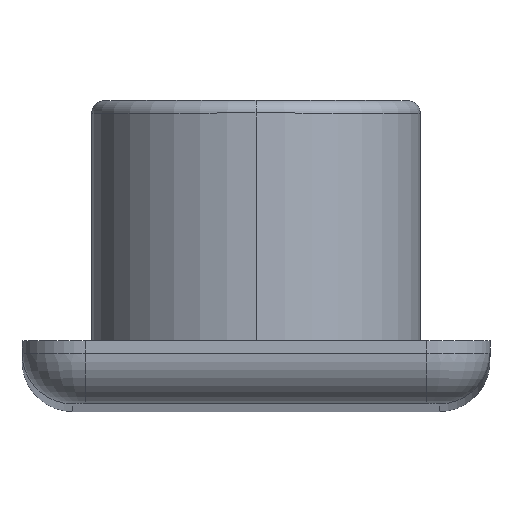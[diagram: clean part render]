
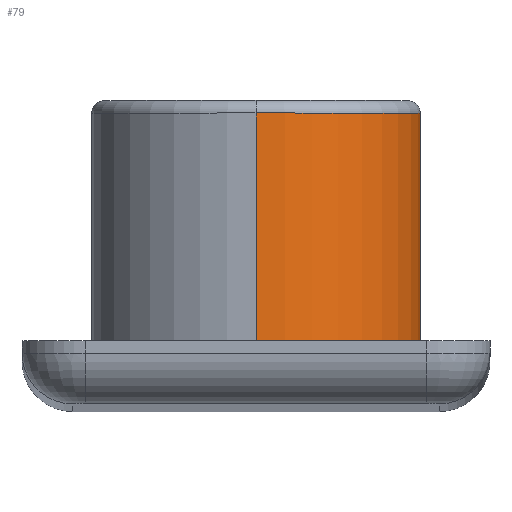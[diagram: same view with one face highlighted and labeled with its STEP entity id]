
A CAD part, top view. The second image highlights one B-rep face of the part: STEP entity #79.
In plain terms, the highlighted cylindrical face has radius 6.5 mm (diameter 13 mm), a partial arc.
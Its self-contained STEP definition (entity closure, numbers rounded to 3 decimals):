
#1 = VERTEX_POINT ( 'NONE', #7 ) ;
#3 = VERTEX_POINT ( 'NONE', #1072 ) ;
#7 = CARTESIAN_POINT ( 'NONE',  ( 0., 11.5, 74. ) ) ;
#79 = ADVANCED_FACE ( 'NONE', ( #395 ), #373, .T. ) ;
#80 = EDGE_CURVE ( 'NONE', #3, #82, #413, .T. ) ;
#81 = VERTEX_POINT ( 'NONE', #415 ) ;
#82 = VERTEX_POINT ( 'NONE', #414 ) ;
#83 = ORIENTED_EDGE ( 'NONE', *, *, #80, .T. ) ;
#84 = EDGE_CURVE ( 'NONE', #82, #81, #411, .T. ) ;
#85 = ORIENTED_EDGE ( 'NONE', *, *, #86, .F. ) ;
#86 = EDGE_CURVE ( 'NONE', #1, #81, #402, .T. ) ;
#93 = EDGE_LOOP ( 'NONE', ( #94, #83, #96, #85 ) ) ;
#94 = ORIENTED_EDGE ( 'NONE', *, *, #1194, .T. ) ;
#96 = ORIENTED_EDGE ( 'NONE', *, *, #84, .T. ) ;
#367 = AXIS2_PLACEMENT_3D ( 'NONE', #420, #422, #416 ) ;
#373 = CYLINDRICAL_SURFACE ( 'NONE', #367, 6.5 ) ;
#395 = FACE_OUTER_BOUND ( 'NONE', #93, .T. ) ;
#399 = DIRECTION ( 'NONE',  ( 0., -1., 0. ) ) ;
#400 = VECTOR ( 'NONE', #399, 1000. ) ;
#401 = CARTESIAN_POINT ( 'NONE',  ( 0., 12., 74. ) ) ;
#402 = LINE ( 'NONE', #401, #400 ) ;
#404 = DIRECTION ( 'NONE',  ( 0., 0., -1. ) ) ;
#405 = DIRECTION ( 'NONE',  ( 0., 1., 0. ) ) ;
#406 = CARTESIAN_POINT ( 'NONE',  ( 0., 2.5, 80.5 ) ) ;
#407 = AXIS2_PLACEMENT_3D ( 'NONE', #406, #405, #404 ) ;
#411 = CIRCLE ( 'NONE', #407, 6.5 ) ;
#412 = VECTOR ( 'NONE', #419, 1000. ) ;
#413 = LINE ( 'NONE', #418, #412 ) ;
#414 = CARTESIAN_POINT ( 'NONE',  ( 0., 2.5, 87. ) ) ;
#415 = CARTESIAN_POINT ( 'NONE',  ( 0., 2.5, 74. ) ) ;
#416 = DIRECTION ( 'NONE',  ( 0., 0., -1. ) ) ;
#418 = CARTESIAN_POINT ( 'NONE',  ( 0., 12., 87. ) ) ;
#419 = DIRECTION ( 'NONE',  ( 0., -1., 0. ) ) ;
#420 = CARTESIAN_POINT ( 'NONE',  ( 0., 12., 80.5 ) ) ;
#422 = DIRECTION ( 'NONE',  ( 0., -1., 0. ) ) ;
#929 = DIRECTION ( 'NONE',  ( 0., 0., 1. ) ) ;
#930 = DIRECTION ( 'NONE',  ( 0., -1., 0. ) ) ;
#931 = CARTESIAN_POINT ( 'NONE',  ( 0., 11.5, 80.5 ) ) ;
#940 = AXIS2_PLACEMENT_3D ( 'NONE', #931, #930, #929 ) ;
#946 = CIRCLE ( 'NONE', #940, 6.5 ) ;
#1072 = CARTESIAN_POINT ( 'NONE',  ( 0., 11.5, 87. ) ) ;
#1194 = EDGE_CURVE ( 'NONE', #1, #3, #946, .T. ) ;
